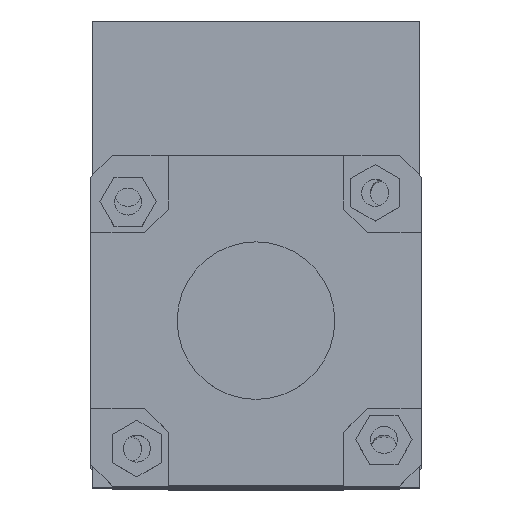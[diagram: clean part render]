
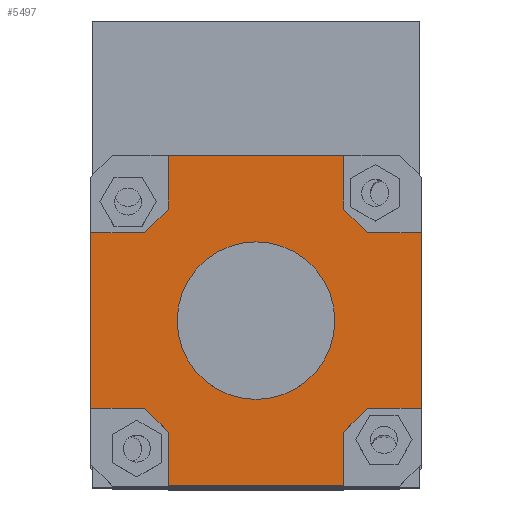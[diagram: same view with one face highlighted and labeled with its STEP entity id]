
A CAD part, top view. The second image highlights one B-rep face of the part: STEP entity #5497.
In plain terms, the highlighted planar face has unit normal (0, 0, 1).
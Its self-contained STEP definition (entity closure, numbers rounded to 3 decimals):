
#393=LINE('',#8536,#1031);
#395=LINE('',#8542,#1033);
#399=LINE('',#8548,#1037);
#406=LINE('',#8563,#1044);
#408=LINE('',#8569,#1046);
#412=LINE('',#8575,#1050);
#419=LINE('',#8590,#1057);
#421=LINE('',#8596,#1059);
#425=LINE('',#8602,#1063);
#429=LINE('',#8611,#1067);
#435=LINE('',#8624,#1073);
#436=LINE('',#8625,#1074);
#437=LINE('',#8627,#1075);
#438=LINE('',#8629,#1076);
#439=LINE('',#8631,#1077);
#440=LINE('',#8632,#1078);
#1031=VECTOR('',#7000,18.704);
#1033=VECTOR('',#7004,18.704);
#1037=VECTOR('',#7010,11.733);
#1044=VECTOR('',#7021,18.704);
#1046=VECTOR('',#7025,18.704);
#1050=VECTOR('',#7031,11.733);
#1057=VECTOR('',#7042,18.704);
#1059=VECTOR('',#7046,18.704);
#1063=VECTOR('',#7052,11.733);
#1067=VECTOR('',#7060,61.);
#1073=VECTOR('',#7070,61.);
#1074=VECTOR('',#7071,61.);
#1075=VECTOR('',#7072,61.);
#1076=VECTOR('',#7073,18.704);
#1077=VECTOR('',#7074,11.733);
#1078=VECTOR('',#7075,18.704);
#1468=PLANE('',#5905);
#1620=FACE_BOUND('',#2204,.T.);
#1621=FACE_BOUND('',#2205,.T.);
#2204=EDGE_LOOP('',(#4689));
#2205=EDGE_LOOP('',(#4690,#4691,#4692,#4693,#4694,#4695,#4696,#4697,#4698,
#4699,#4700,#4701,#4702,#4703,#4704,#4705));
#2420=CIRCLE('',#5906,27.4);
#2771=VERTEX_POINT('',#8530);
#2773=VERTEX_POINT('',#8534);
#2774=VERTEX_POINT('',#8538);
#2776=VERTEX_POINT('',#8541);
#2781=VERTEX_POINT('',#8557);
#2783=VERTEX_POINT('',#8561);
#2784=VERTEX_POINT('',#8565);
#2786=VERTEX_POINT('',#8568);
#2791=VERTEX_POINT('',#8584);
#2793=VERTEX_POINT('',#8588);
#2794=VERTEX_POINT('',#8592);
#2796=VERTEX_POINT('',#8595);
#2800=VERTEX_POINT('',#8610);
#2805=VERTEX_POINT('',#8622);
#2806=VERTEX_POINT('',#8626);
#2807=VERTEX_POINT('',#8628);
#2808=VERTEX_POINT('',#8630);
#3433=EDGE_CURVE('',#2771,#2773,#393,.T.);
#3435=EDGE_CURVE('',#2776,#2774,#395,.T.);
#3439=EDGE_CURVE('',#2773,#2776,#399,.T.);
#3446=EDGE_CURVE('',#2781,#2783,#406,.T.);
#3448=EDGE_CURVE('',#2786,#2784,#408,.T.);
#3452=EDGE_CURVE('',#2783,#2786,#412,.T.);
#3459=EDGE_CURVE('',#2791,#2793,#419,.T.);
#3461=EDGE_CURVE('',#2796,#2794,#421,.T.);
#3465=EDGE_CURVE('',#2793,#2796,#425,.T.);
#3469=EDGE_CURVE('',#2771,#2800,#429,.T.);
#3475=EDGE_CURVE('',#2805,#2805,#2420,.T.);
#3476=EDGE_CURVE('',#2781,#2774,#435,.T.);
#3477=EDGE_CURVE('',#2791,#2784,#436,.T.);
#3478=EDGE_CURVE('',#2806,#2794,#437,.T.);
#3479=EDGE_CURVE('',#2806,#2807,#438,.T.);
#3480=EDGE_CURVE('',#2807,#2808,#439,.T.);
#3481=EDGE_CURVE('',#2808,#2800,#440,.T.);
#4689=ORIENTED_EDGE('',*,*,#3475,.T.);
#4690=ORIENTED_EDGE('',*,*,#3433,.T.);
#4691=ORIENTED_EDGE('',*,*,#3439,.T.);
#4692=ORIENTED_EDGE('',*,*,#3435,.T.);
#4693=ORIENTED_EDGE('',*,*,#3476,.F.);
#4694=ORIENTED_EDGE('',*,*,#3446,.T.);
#4695=ORIENTED_EDGE('',*,*,#3452,.T.);
#4696=ORIENTED_EDGE('',*,*,#3448,.T.);
#4697=ORIENTED_EDGE('',*,*,#3477,.F.);
#4698=ORIENTED_EDGE('',*,*,#3459,.T.);
#4699=ORIENTED_EDGE('',*,*,#3465,.T.);
#4700=ORIENTED_EDGE('',*,*,#3461,.T.);
#4701=ORIENTED_EDGE('',*,*,#3478,.F.);
#4702=ORIENTED_EDGE('',*,*,#3479,.T.);
#4703=ORIENTED_EDGE('',*,*,#3480,.T.);
#4704=ORIENTED_EDGE('',*,*,#3481,.T.);
#4705=ORIENTED_EDGE('',*,*,#3469,.F.);
#5497=ADVANCED_FACE('',(#1620,#1621),#1468,.T.);
#5905=AXIS2_PLACEMENT_3D('',#8621,#7066,#7067);
#5906=AXIS2_PLACEMENT_3D('',#8623,#7068,#7069);
#7000=DIRECTION('',(1.,0.,0.));
#7004=DIRECTION('',(0.,-1.,0.));
#7010=DIRECTION('',(0.707,-0.707,0.));
#7021=DIRECTION('',(0.,1.,0.));
#7025=DIRECTION('',(1.,0.,0.));
#7031=DIRECTION('',(0.707,0.707,0.));
#7042=DIRECTION('',(-1.,0.,0.));
#7046=DIRECTION('',(0.,1.,0.));
#7052=DIRECTION('',(-0.707,0.707,0.));
#7060=DIRECTION('',(0.,1.,0.));
#7066=DIRECTION('center_axis',(0.,0.,
1.));
#7067=DIRECTION('ref_axis',(1.,0.,0.));
#7068=DIRECTION('center_axis',(0.,0.,
-1.));
#7069=DIRECTION('ref_axis',(-1.,0.,0.));
#7070=DIRECTION('',(-1.,0.,0.));
#7071=DIRECTION('',(0.,-1.,0.));
#7072=DIRECTION('',(1.,0.,0.));
#7073=DIRECTION('',(0.,-1.,0.));
#7074=DIRECTION('',(-0.707,-0.707,0.));
#7075=DIRECTION('',(-1.,0.,0.));
#8530=CARTESIAN_POINT('',(-57.5,-54.,404.5));
#8534=CARTESIAN_POINT('',(-38.796,-54.,404.5));
#8536=CARTESIAN_POINT('',(-19.398,-54.,404.5));
#8538=CARTESIAN_POINT('',(-30.5,-81.,404.5));
#8541=CARTESIAN_POINT('',(-30.5,-62.296,404.5));
#8542=CARTESIAN_POINT('',(-30.5,-55.,404.5));
#8548=CARTESIAN_POINT('',(-32.574,-60.222,404.5));
#8557=CARTESIAN_POINT('',(30.5,-81.,404.5));
#8561=CARTESIAN_POINT('',(30.5,-62.296,404.5));
#8563=CARTESIAN_POINT('',(30.5,-42.898,404.5));
#8565=CARTESIAN_POINT('',(57.5,-54.,404.5));
#8568=CARTESIAN_POINT('',(38.796,-54.,404.5));
#8569=CARTESIAN_POINT('',(31.5,-54.,404.5));
#8575=CARTESIAN_POINT('',(36.722,-56.074,404.5));
#8584=CARTESIAN_POINT('',(57.5,7.,404.5));
#8588=CARTESIAN_POINT('',(38.796,7.,404.5));
#8590=CARTESIAN_POINT('',(19.398,7.,404.5));
#8592=CARTESIAN_POINT('',(30.5,34.,404.5));
#8595=CARTESIAN_POINT('',(30.5,15.296,404.5));
#8596=CARTESIAN_POINT('',(30.5,8.,404.5));
#8602=CARTESIAN_POINT('',(32.574,13.222,404.5));
#8610=CARTESIAN_POINT('',(-57.5,7.,404.5));
#8611=CARTESIAN_POINT('',(-57.5,26.48,404.5));
#8621=CARTESIAN_POINT('Origin',(0.,-23.5,404.5));
#8622=CARTESIAN_POINT('',(-27.4,-23.5,404.5));
#8623=CARTESIAN_POINT('Origin',(0.,-23.5,404.5));
#8624=CARTESIAN_POINT('',(-49.98,-81.,404.5));
#8625=CARTESIAN_POINT('',(57.5,-73.48,404.5));
#8626=CARTESIAN_POINT('',(-30.5,34.,404.5));
#8627=CARTESIAN_POINT('',(49.98,34.,404.5));
#8628=CARTESIAN_POINT('',(-30.5,15.296,404.5));
#8629=CARTESIAN_POINT('',(-30.5,-4.102,404.5));
#8630=CARTESIAN_POINT('',(-38.796,7.,404.5));
#8631=CARTESIAN_POINT('',(-36.722,9.074,404.5));
#8632=CARTESIAN_POINT('',(-31.5,7.,404.5));
